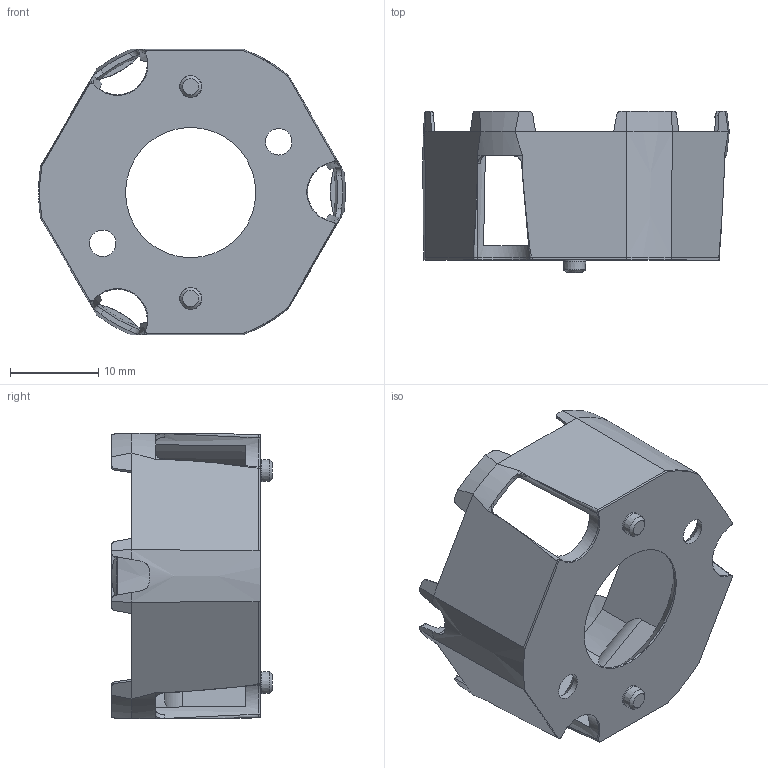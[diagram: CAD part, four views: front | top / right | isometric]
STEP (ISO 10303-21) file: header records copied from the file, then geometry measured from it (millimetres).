
FILE_DESCRIPTION(('STEP AP214'),'1');
FILE_NAME('HOLDER LLH02.stp','2018-10-05T12:21:03',(' '),(' '),'Spatial InterOp 3D',' ',' ');
FILE_SCHEMA(('AUTOMOTIVE_DESIGN { 1 0 10303 214 1 1 1 1 }'));
Length unit declared in the file: millimetre
Products named in the file (1): HOLDER HELOPAL
Bounding box: 34.73 x 18.23 x 32.36 mm (x, y, z)
Volume: 2536.9 mm3; surface area: 4113.2 mm2
Topology: 1 solids, 1 shells, 173 faces, 470 edges, 295 vertices
Faces by surface type: plane 73, cone 47, cylinder 38, bspline 7, torus 6, revolution 2
Full cylindrical faces by diameter (mm): 2.5 x2, 3 x2, 14.748 x1
Entity records: 7539 total; most frequent: CARTESIAN_POINT 1996, ORIENTED_EDGE 902, DIRECTION 828, EDGE_CURVE 451, AXIS2_PLACEMENT_3D 333, VERTEX_POINT 288, EDGE_LOOP 193, FACE_OUTER_BOUND 178
